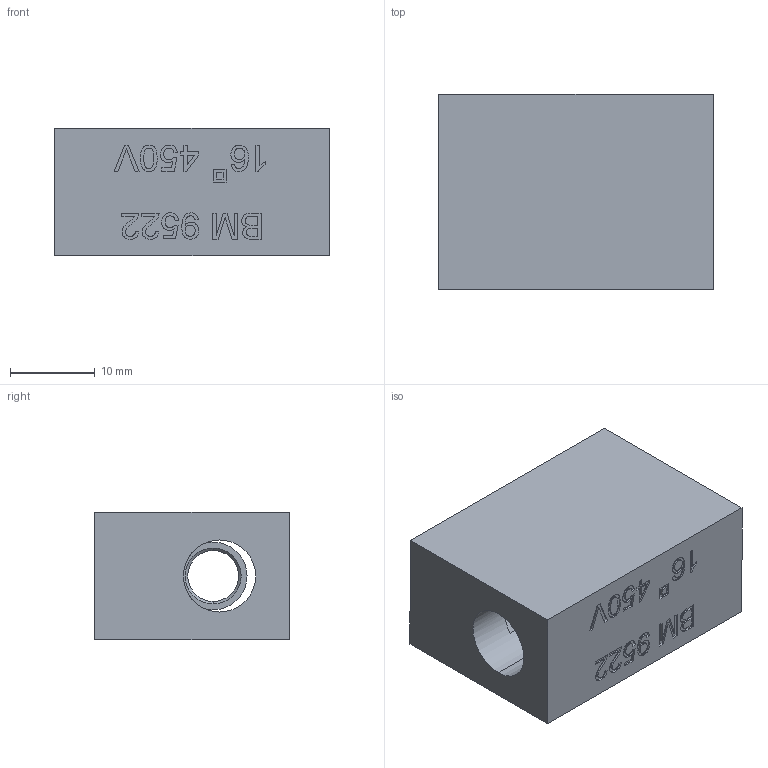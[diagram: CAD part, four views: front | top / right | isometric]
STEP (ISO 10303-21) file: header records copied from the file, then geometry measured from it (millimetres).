
FILE_DESCRIPTION (( 'STEP AP203' ), '1' );
FILE_NAME ('9522.STEP', '2025-09-26T11:19:16', ( '' ), ( '' ), 'SwSTEP 2.0', 'SolidWorks 2022', '' );
FILE_SCHEMA (( 'CONFIG_CONTROL_DESIGN' ));
Length unit declared in the file: millimetre
Products named in the file (4): SABUS9522; SAVMIC485; SAINVSTEA9522; 9522
Assembly tree (4 placements, depth 2):
  9522
    SAINVSTEA9522
    SABUS9522
    SAVMIC485  x2
Bounding box: 32.4 x 23 x 15 mm (x, y, z)
Volume: 9139.3 mm3; surface area: 5650.7 mm2
Topology: 4 solids, 4 shells, 256 faces, 668 edges, 440 vertices
Faces by surface type: plane 135, bspline 90, cylinder 19, cone 12
Entity records: 12746 total; most frequent: CARTESIAN_POINT 6858, ORIENTED_EDGE 1280, DIRECTION 826, EDGE_CURVE 640, VERTEX_POINT 422, LINE 398, VECTOR 398, EDGE_LOOP 274
